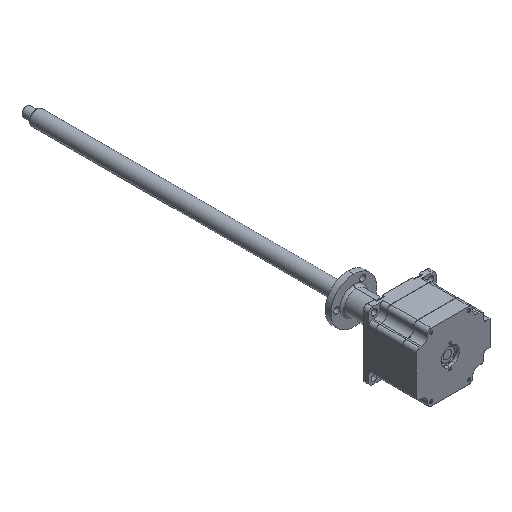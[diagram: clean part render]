
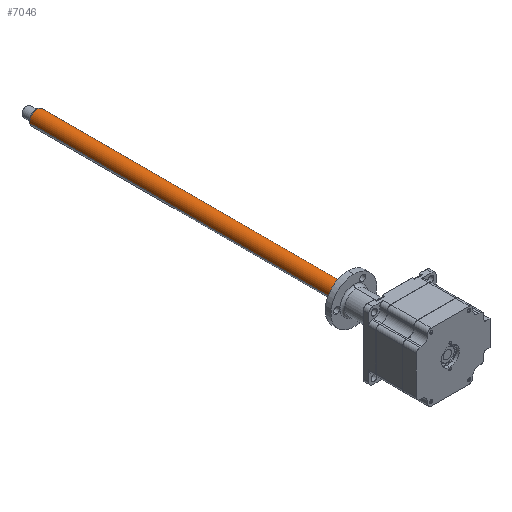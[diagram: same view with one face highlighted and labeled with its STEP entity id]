
A CAD part, isometric view. The second image highlights one B-rep face of the part: STEP entity #7046.
In plain terms, the highlighted cylindrical face has radius 6 mm (diameter 12 mm), a partial arc.
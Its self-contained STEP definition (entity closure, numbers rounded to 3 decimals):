
#864 = CARTESIAN_POINT ( 'NONE',  ( -23.14, 303.999, 32.007 ) ) ;
#1159 = CARTESIAN_POINT ( 'NONE',  ( -11.445, 3.999, 34.693 ) ) ;
#1342 = EDGE_CURVE ( 'NONE', #5543, #10218, #4338, .T. ) ;
#1696 = VECTOR ( 'NONE', #3078, 1000. ) ;
#1868 = ORIENTED_EDGE ( 'NONE', *, *, #1342, .F. ) ;
#2287 = DIRECTION ( 'NONE',  ( 0., -1., 0. ) ) ;
#2474 = CIRCLE ( 'NONE', #4657, 6. ) ;
#2576 = AXIS2_PLACEMENT_3D ( 'NONE', #10598, #9624, #4693 ) ;
#2947 = CIRCLE ( 'NONE', #8824, 6. ) ;
#3078 = DIRECTION ( 'NONE',  ( 0., -1., 0. ) ) ;
#3981 = ORIENTED_EDGE ( 'NONE', *, *, #8576, .F. ) ;
#4094 = EDGE_CURVE ( 'NONE', #5543, #8831, #2947, .T. ) ;
#4338 = LINE ( 'NONE', #8058, #1696 ) ;
#4657 = AXIS2_PLACEMENT_3D ( 'NONE', #8208, #2287, #9211 ) ;
#4693 = DIRECTION ( 'NONE',  ( -0.975, 0., -0.224 ) ) ;
#4726 = CARTESIAN_POINT ( 'NONE',  ( -23.14, 302.999, 32.007 ) ) ;
#5307 = FACE_OUTER_BOUND ( 'NONE', #12685, .T. ) ;
#5488 = CARTESIAN_POINT ( 'NONE',  ( -17.293, 302.999, 33.35 ) ) ;
#5543 = VERTEX_POINT ( 'NONE', #7134 ) ;
#5881 = VERTEX_POINT ( 'NONE', #11673 ) ;
#6144 = VECTOR ( 'NONE', #10741, 1000. ) ;
#6486 = DIRECTION ( 'NONE',  ( 0.975, 0., 0.224 ) ) ;
#7046 = ADVANCED_FACE ( 'NONE', ( #5307 ), #9916, .T. ) ;
#7134 = CARTESIAN_POINT ( 'NONE',  ( -11.445, 302.999, 34.693 ) ) ;
#8058 = CARTESIAN_POINT ( 'NONE',  ( -11.445, 303.999, 34.693 ) ) ;
#8208 = CARTESIAN_POINT ( 'NONE',  ( -17.293, 3.999, 33.35 ) ) ;
#8512 = ORIENTED_EDGE ( 'NONE', *, *, #10867, .T. ) ;
#8576 = EDGE_CURVE ( 'NONE', #10218, #5881, #2474, .T. ) ;
#8743 = LINE ( 'NONE', #864, #6144 ) ;
#8824 = AXIS2_PLACEMENT_3D ( 'NONE', #5488, #12414, #6486 ) ;
#8831 = VERTEX_POINT ( 'NONE', #4726 ) ;
#9211 = DIRECTION ( 'NONE',  ( -0.975, 0., -0.224 ) ) ;
#9391 = ORIENTED_EDGE ( 'NONE', *, *, #4094, .T. ) ;
#9624 = DIRECTION ( 'NONE',  ( 0., -1., 0. ) ) ;
#9916 = CYLINDRICAL_SURFACE ( 'NONE', #2576, 6. ) ;
#10218 = VERTEX_POINT ( 'NONE', #1159 ) ;
#10598 = CARTESIAN_POINT ( 'NONE',  ( -17.293, 303.999, 33.35 ) ) ;
#10741 = DIRECTION ( 'NONE',  ( 0., -1., 0. ) ) ;
#10867 = EDGE_CURVE ( 'NONE', #8831, #5881, #8743, .T. ) ;
#11673 = CARTESIAN_POINT ( 'NONE',  ( -23.14, 3.999, 32.007 ) ) ;
#12414 = DIRECTION ( 'NONE',  ( 0., -1., 0. ) ) ;
#12685 = EDGE_LOOP ( 'NONE', ( #1868, #9391, #8512, #3981 ) ) ;
